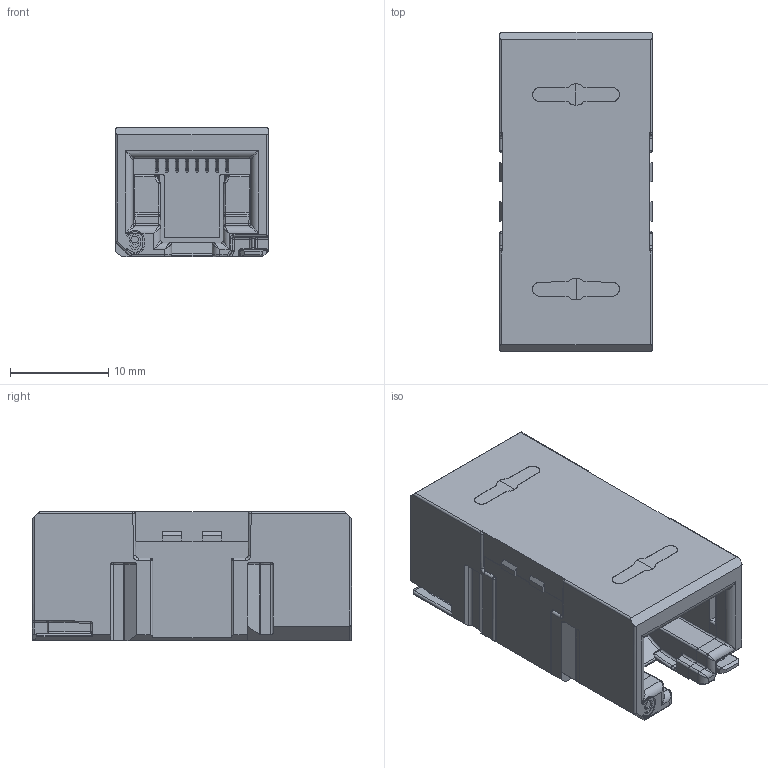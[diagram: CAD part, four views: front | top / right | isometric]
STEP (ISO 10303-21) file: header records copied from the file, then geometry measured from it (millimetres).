
FILE_DESCRIPTION(('Creo Elements/Direct Modeling STEP Export'),'2;1');
FILE_NAME('0lndrp343jknd8i4816','2016-07-07T 9:29:42',(''),(''),'PTC Creo Elements/Direct Modeling STEP processor for AP214 (Solid Model)','PTC Creo Elements/Direct Modeling 19.0B 21-Mar-2015 (C) Parametric Technology GmbH','');
FILE_SCHEMA(('AUTOMOTIVE_DESIGN { 1 0 10303 214 1 1 1 1 }'));
Products named in the file (1): AT_8FT
Bounding box: 15.55 x 32.46 x 13.19 mm (x, y, z)
Volume: 0 mm3; surface area: 3854.9 mm2
Topology: 2 solids, 3 shells, 1738 faces, 4414 edges, 2643 vertices
Faces by surface type: plane 785, cylinder 586, bspline 206, sphere 121, torus 36, extrusion 4
Entity records: 81345 total; most frequent: CARTESIAN_POINT 28955, ORIENTED_EDGE 8742, DIRECTION 7283, EDGE_CURVE 4371, VECTOR 2697, LINE 2693, VERTEX_POINT 2643, AXIS2_PLACEMENT_3D 2293
